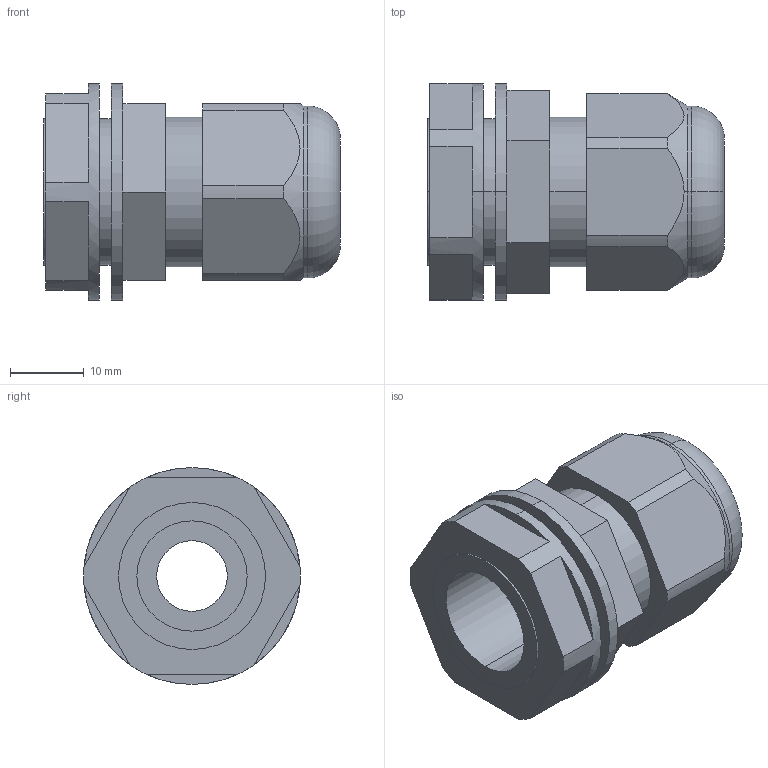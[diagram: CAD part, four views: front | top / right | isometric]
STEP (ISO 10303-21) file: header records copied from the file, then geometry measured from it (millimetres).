
FILE_DESCRIPTION (( 'STEP AP214' ), '1' );
FILE_NAME ('User Library-BUD CABLE GLAND.STEP', '2016-11-08T10:37:23', ( 'Windows User' ), ( '' ), 'SwSTEP 2.0', 'SolidWorks 2016', '' );
FILE_SCHEMA (( 'AUTOMOTIVE_DESIGN' ));
Length unit declared in the file: millimetre
Products named in the file (1): User Library-BUD CABLE GLAND
Bounding box: 40.4 x 29.5 x 29.5 mm (x, y, z)
Volume: 12858.1 mm3; surface area: 7400 mm2
Topology: 1 solids, 1 shells, 67 faces, 162 edges, 106 vertices
Faces by surface type: plane 35, cylinder 26, torus 4, cone 2
Entity records: 2118 total; most frequent: CARTESIAN_POINT 452, DIRECTION 362, ORIENTED_EDGE 324, EDGE_CURVE 162, AXIS2_PLACEMENT_3D 140, VERTEX_POINT 106, LINE 82, VECTOR 82
